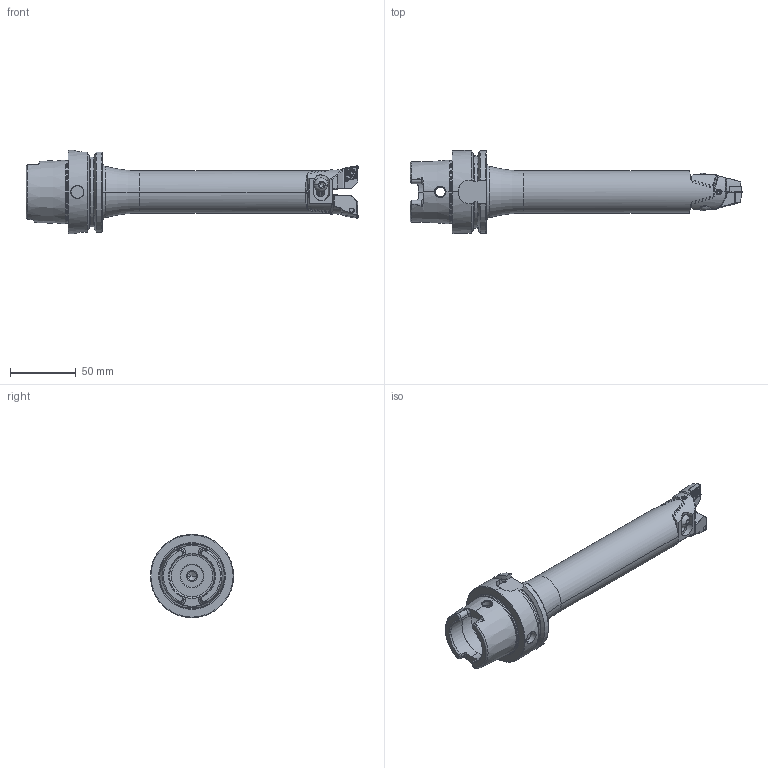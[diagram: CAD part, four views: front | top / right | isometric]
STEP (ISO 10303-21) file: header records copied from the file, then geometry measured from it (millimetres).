
FILE_DESCRIPTION (( 'STEP AP203' ), '1' );
FILE_NAME ('HA6.Z32.K22.220.STEP', '2024-08-20T13:14:35', ( '' ), ( '' ), 'SwSTEP 2.0', 'SolidWorks 2022', '' );
FILE_SCHEMA (( 'CONFIG_CONTROL_DESIGN' ));
Length unit declared in the file: millimetre
Products named in the file (9): CCMT09T304; Z32-ER3.001.013_A; Z32-xxx.001.021_B; Z32-ER1.002.016_A; Z32-ER1.001.016; Z32-WCB.001.021; HA6-Z32.K21.220_A_Fertigbearbeitung; HA6.Z32.K22.220; WCB-ER2.001.009_A
Assembly tree (13 placements, depth 3):
  HA6.Z32.K22.220
    HA6-Z32.K21.220_A_Fertigbearbeitung
    Z32-ER1.001.016  x2
      Z32-ER1.002.016_A
    Z32-WCB.001.021
      Z32-xxx.001.021_B  x2
      WCB-ER2.001.009_A  x2
      CCMT09T304  x2
      Z32-ER3.001.013_A  x2
Bounding box: 251.9 x 63 x 63 mm (x, y, z)
Volume: 223122.1 mm3; surface area: 52931.2 mm2
Topology: 11 solids, 11 shells, 860 faces, 2302 edges, 1425 vertices
Faces by surface type: plane 345, cylinder 246, cone 138, bspline 58, torus 53, sphere 20
Entity records: 21828 total; most frequent: CARTESIAN_POINT 7183, ORIENTED_EDGE 3172, DIRECTION 2533, EDGE_CURVE 1586, VERTEX_POINT 1004, AXIS2_PLACEMENT_3D 971, EDGE_LOOP 614, ADVANCED_FACE 594
